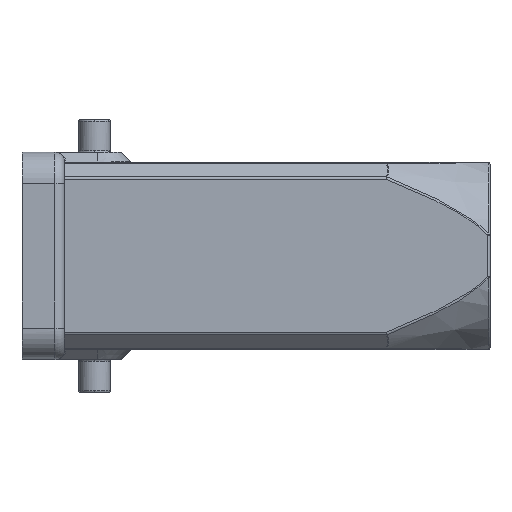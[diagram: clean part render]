
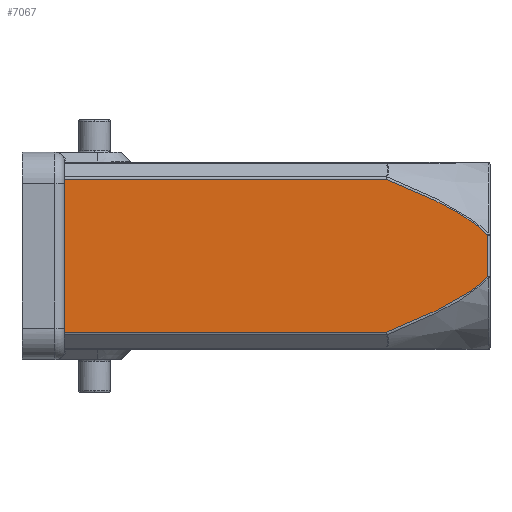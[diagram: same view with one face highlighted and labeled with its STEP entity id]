
A CAD part, top view. The second image highlights one B-rep face of the part: STEP entity #7067.
In plain terms, the highlighted planar face has unit normal (0, 0, 1).
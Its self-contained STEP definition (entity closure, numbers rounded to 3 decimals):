
#605=DIRECTION('',(0.,1.,0.));
#606=VECTOR('',#605,19.586);
#607=CARTESIAN_POINT('',(-0.042,-9.793,12.));
#608=LINE('',#607,#606);
#732=DIRECTION('',(0.,-1.,0.));
#733=VECTOR('',#732,5.267);
#734=CARTESIAN_POINT('',(54.25,2.633,12.));
#735=LINE('',#734,#733);
#801=CARTESIAN_POINT('',(54.25,2.633,12.));
#802=CARTESIAN_POINT('',(53.853,3.086,12.));
#803=CARTESIAN_POINT('',(52.943,3.908,12.));
#804=CARTESIAN_POINT('',(51.416,4.975,12.));
#805=CARTESIAN_POINT('',(49.795,5.931,12.));
#806=CARTESIAN_POINT('',(47.564,7.097,12.));
#807=CARTESIAN_POINT('',(44.717,8.396,12.));
#808=CARTESIAN_POINT('',(42.408,9.338,12.));
#809=CARTESIAN_POINT('',(41.247,9.793,12.));
#811=CARTESIAN_POINT('',(41.247,-9.793,12.));
#812=CARTESIAN_POINT('',(42.407,-9.338,12.));
#813=CARTESIAN_POINT('',(44.715,-8.397,12.));
#814=CARTESIAN_POINT('',(48.122,-6.841,12.));
#815=CARTESIAN_POINT('',(50.901,-5.333,12.));
#816=CARTESIAN_POINT('',(52.93,-3.918,12.));
#817=CARTESIAN_POINT('',(53.851,-3.088,12.));
#818=CARTESIAN_POINT('',(54.25,-2.633,12.));
#845=DIRECTION('',(1.,0.,0.));
#846=VECTOR('',#845,41.289);
#847=CARTESIAN_POINT('',(-0.042,9.793,12.));
#848=LINE('',#847,#846);
#869=DIRECTION('',(-1.,0.,0.));
#870=VECTOR('',#869,41.289);
#871=CARTESIAN_POINT('',(41.247,-9.793,12.));
#872=LINE('',#871,#870);
#5631=CARTESIAN_POINT('',(-0.042,-9.793,12.));
#5632=CARTESIAN_POINT('',(-0.042,9.793,12.));
#5633=VERTEX_POINT('',#5631);
#5634=VERTEX_POINT('',#5632);
#5636=VERTEX_POINT('',#801);
#5637=VERTEX_POINT('',#809);
#5638=CARTESIAN_POINT('',(41.247,-9.793,12.));
#5639=VERTEX_POINT('',#5638);
#5788=VERTEX_POINT('',#818);
#7051=CARTESIAN_POINT('',(0.,12.,12.));
#7052=DIRECTION('',(0.,0.,1.));
#7053=DIRECTION('',(0.,-1.,0.));
#7054=AXIS2_PLACEMENT_3D('',#7051,#7052,#7053);
#7055=PLANE('',#7054);
#7057=ORIENTED_EDGE('',*,*,#7056,.F.);
#7058=ORIENTED_EDGE('',*,*,#6881,.T.);
#7059=ORIENTED_EDGE('',*,*,#7046,.F.);
#7061=ORIENTED_EDGE('',*,*,#7060,.T.);
#7062=ORIENTED_EDGE('',*,*,#6717,.T.);
#7064=ORIENTED_EDGE('',*,*,#7063,.T.);
#7065=EDGE_LOOP('',(#7057,#7058,#7059,#7061,#7062,#7064));
#7066=FACE_OUTER_BOUND('',#7065,.F.);
#7067=ADVANCED_FACE('',(#7066),#7055,.T.);
#810=B_SPLINE_CURVE_WITH_KNOTS('',3,(#801,#802,#803,#804,#805,#806,#807,#808,
#809),.UNSPECIFIED.,.F.,.F.,(4,1,1,1,1,1,4),(0.,0.12,
0.246,0.371,0.497,0.749,1.),
.UNSPECIFIED.);
#819=B_SPLINE_CURVE_WITH_KNOTS('',3,(#811,#812,#813,#814,#815,#816,#817,#818),
.UNSPECIFIED.,.F.,.F.,(4,1,1,1,1,4),(0.,0.251,0.503,
0.754,0.88,1.),.UNSPECIFIED.);
#6717=EDGE_CURVE('',#5633,#5634,#608,.T.);
#6881=EDGE_CURVE('',#5636,#5788,#735,.T.);
#7046=EDGE_CURVE('',#5639,#5788,#819,.T.);
#7056=EDGE_CURVE('',#5636,#5637,#810,.T.);
#7060=EDGE_CURVE('',#5639,#5633,#872,.T.);
#7063=EDGE_CURVE('',#5634,#5637,#848,.T.);
